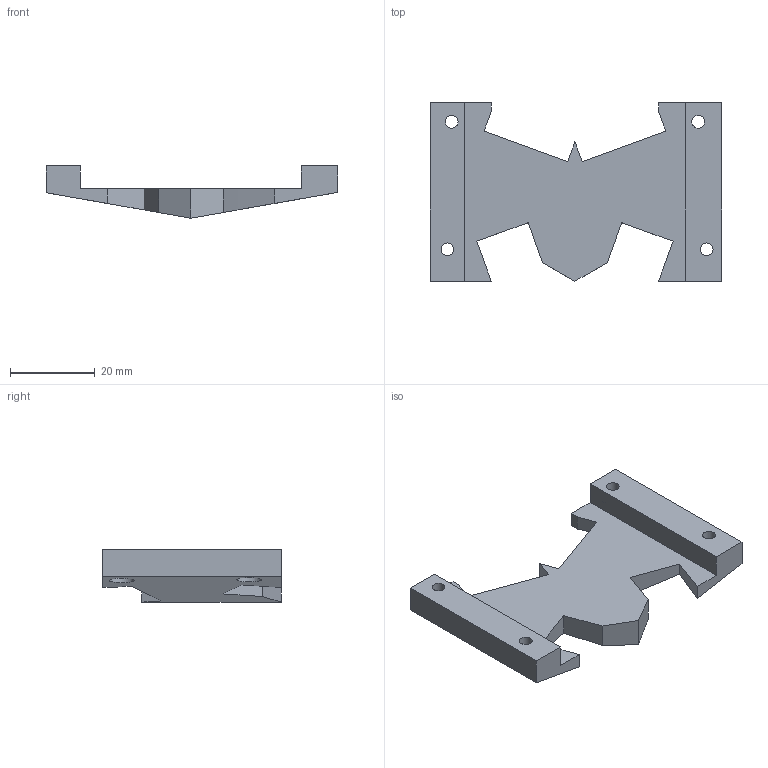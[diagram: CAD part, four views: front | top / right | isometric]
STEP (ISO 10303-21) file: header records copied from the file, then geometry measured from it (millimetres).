
FILE_DESCRIPTION(/* description */ (''),/* implementation_level */ '2;1');
FILE_NAME(/* name */ '',/* time_stamp */ '2024-06-17T20:27:06+09:00',/* author */ (''),/* organization */ (''),/* preprocessor_version */ 'ST-DEVELOPER v20',/* originating_system */ 'Autodesk Translation Framework v13.14.0.145',/* authorisation */ '');
FILE_SCHEMA (('AUTOMOTIVE_DESIGN { 1 0 10303 214 3 1 1 }'));
Length unit declared in the file: millimetre
Products named in the file (1): 胸部装甲
Bounding box: 68.5 x 42 x 12.33 mm (x, y, z)
Volume: 10690.1 mm3; surface area: 6588 mm2
Topology: 1 solids, 1 shells, 41 faces, 103 edges, 68 vertices
Faces by surface type: plane 33, cylinder 8
Full cylindrical faces by diameter (mm): 3 x4, 5.9 x4
Entity records: 1273 total; most frequent: CARTESIAN_POINT 213, ORIENTED_EDGE 206, DIRECTION 203, EDGE_CURVE 103, LINE 87, VECTOR 87, VERTEX_POINT 68, AXIS2_PLACEMENT_3D 58
